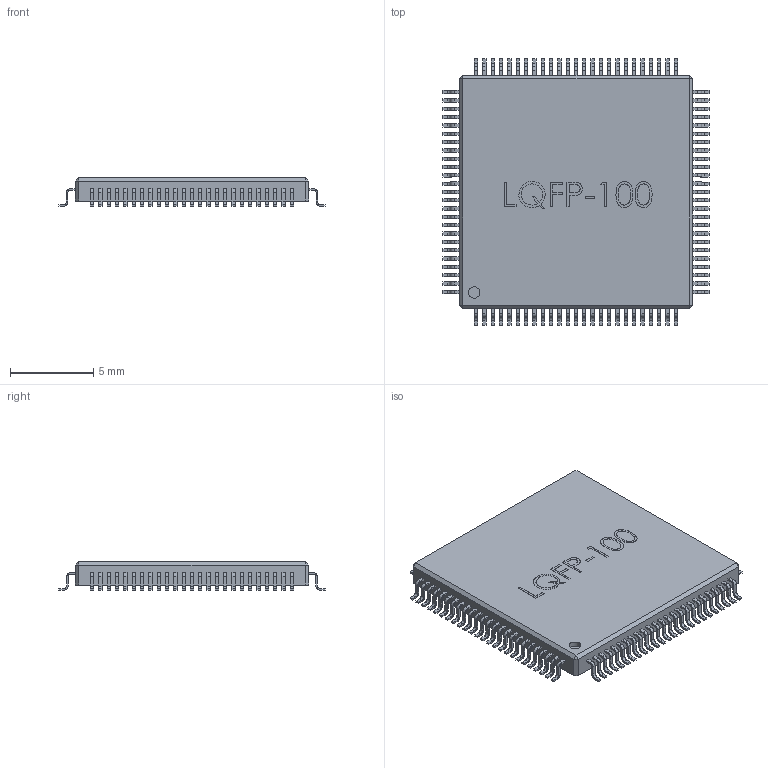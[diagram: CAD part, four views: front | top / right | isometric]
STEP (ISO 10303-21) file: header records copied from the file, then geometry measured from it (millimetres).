
FILE_DESCRIPTION (( 'STEP AP203' ), '1' );
FILE_NAME ('User Library-LQFP.STEP', '2021-11-19T07:32:32', ( '' ), ( '' ), 'SwSTEP 2.0', 'SolidWorks 2021', '' );
FILE_SCHEMA (( 'CONFIG_CONTROL_DESIGN' ));
Length unit declared in the file: millimetre
Products named in the file (1): User Library-LQFP
Bounding box: 16 x 16 x 1.71 mm (x, y, z)
Volume: 276.6 mm3; surface area: 571.1 mm2
Topology: 1 solids, 1 shells, 1457 faces, 4014 edges, 2672 vertices
Faces by surface type: plane 971, cylinder 452, bspline 34
Entity records: 48717 total; most frequent: CARTESIAN_POINT 10786, ORIENTED_EDGE 8028, DIRECTION 7698, EDGE_CURVE 4014, LINE 3042, VECTOR 3042, VERTEX_POINT 2672, AXIS2_PLACEMENT_3D 2328
